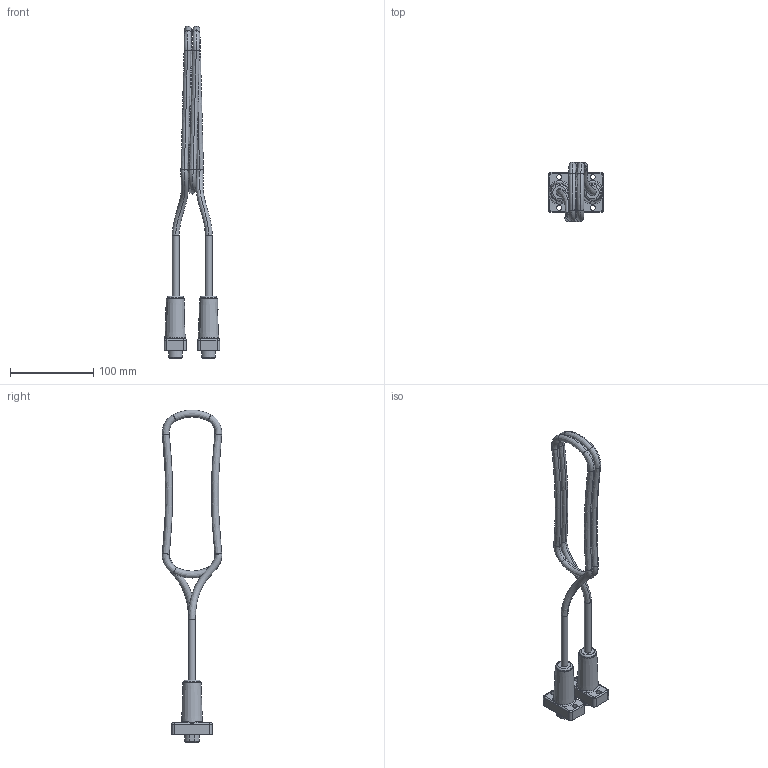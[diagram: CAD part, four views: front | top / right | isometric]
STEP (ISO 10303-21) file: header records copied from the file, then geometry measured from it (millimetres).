
FILE_DESCRIPTION(/* description */ (''),/* implementation_level */ '2;1');
FILE_NAME(/* name */ '12768_Verbindungskabel 12V 1m.stp',/* time_stamp */ '2017-08-09T10:15:06+02:00',/* author */ ('guzb562'),/* organization */ (''),/* preprocessor_version */ 'ST-DEVELOPER v16.1',/* originating_system */ 'Autodesk Inventor 2016',/* authorisation */ '');
FILE_SCHEMA (('AUTOMOTIVE_DESIGN { 1 0 10303 214 3 1 1 }'));
Length unit declared in the file: millimetre
Products named in the file (3): kabel 1m; Stecker 12V; 12768_Verbindungskabel 12V 1m
Assembly tree (3 placements, depth 2):
  12768_Verbindungskabel 12V 1m
    kabel 1m
    Stecker 12V  x2
Bounding box: 66 x 71.27 x 397.78 mm (x, y, z)
Volume: 142801 mm3; surface area: 51451.1 mm2
Topology: 3 solids, 3 shells, 856 faces, 2316 edges, 1524 vertices
Faces by surface type: plane 612, bspline 148, cylinder 82, torus 8, cone 6
Full cylindrical faces by diameter (mm): 4.484 x2, 4.516 x2, 6 x4, 7.683 x2, 8.3 x2, 19.899 x2
Entity records: 21087 total; most frequent: CARTESIAN_POINT 10297, ORIENTED_EDGE 2380, DIRECTION 1932, EDGE_CURVE 1190, LINE 882, VECTOR 882, VERTEX_POINT 786, AXIS2_PLACEMENT_3D 525
